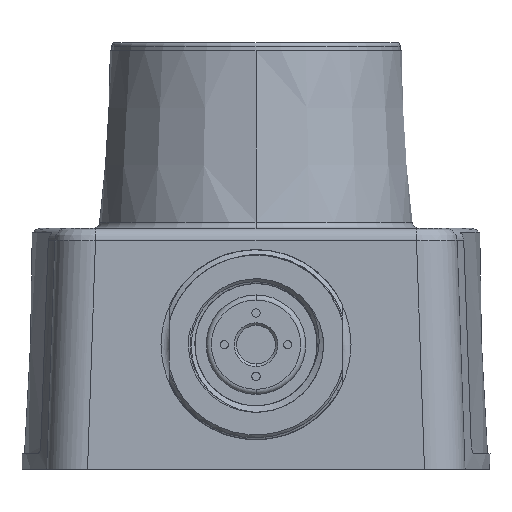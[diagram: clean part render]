
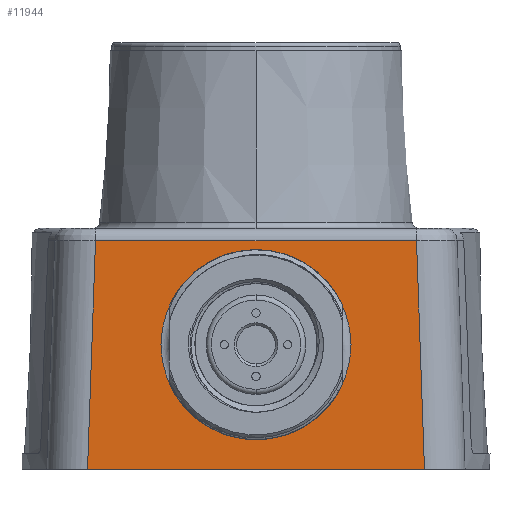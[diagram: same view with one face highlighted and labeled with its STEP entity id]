
A CAD part, front view. The second image highlights one B-rep face of the part: STEP entity #11944.
In plain terms, the highlighted planar face has unit normal (0, -1, 0).
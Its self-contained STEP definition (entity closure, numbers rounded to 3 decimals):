
#14=DIRECTION('',(1.,0.,0.));
#15=VECTOR('',#14,53.192);
#16=CARTESIAN_POINT('',(-26.596,0.,0.));
#17=LINE('',#16,#15);
#499=DIRECTION('',(1.,0.,0.));
#500=VECTOR('',#499,50.671);
#501=CARTESIAN_POINT('',(-25.335,0.,36.1));
#502=LINE('',#501,#500);
#1310=CARTESIAN_POINT('',(26.596,0.,0.));
#1312=DIRECTION('',(-0.035,0.,0.999));
#1313=VECTOR('',#1312,36.122);
#1314=CARTESIAN_POINT('',(26.596,0.,0.));
#1315=LINE('',#1314,#1313);
#1316=CARTESIAN_POINT('',(0.,0.,19.7));
#1317=DIRECTION('',(0.,-1.,0.));
#1318=DIRECTION('',(0.,0.,-1.));
#1319=AXIS2_PLACEMENT_3D('',#1316,#1317,#1318);
#1321=CARTESIAN_POINT('',(0.,0.,19.7));
#1322=DIRECTION('',(0.,-1.,0.));
#1323=DIRECTION('',(0.,0.,1.));
#1324=AXIS2_PLACEMENT_3D('',#1321,#1322,#1323);
#1326=DIRECTION('',(0.035,0.,0.999));
#1327=VECTOR('',#1326,36.122);
#1328=CARTESIAN_POINT('',(-26.596,0.,0.));
#1329=LINE('',#1328,#1327);
#1330=CARTESIAN_POINT('',(-26.596,0.,0.));
#9567=CARTESIAN_POINT('',(-25.335,0.,36.1));
#9568=CARTESIAN_POINT('',(25.335,0.,36.1));
#9569=VERTEX_POINT('',#9567);
#9570=VERTEX_POINT('',#9568);
#9571=VERTEX_POINT('',#1330);
#9572=VERTEX_POINT('',#1310);
#9792=CARTESIAN_POINT('',(0.,0.,4.701));
#9793=CARTESIAN_POINT('',(0.,0.,34.699));
#9794=VERTEX_POINT('',#9792);
#9795=VERTEX_POINT('',#9793);
#11926=CARTESIAN_POINT('',(33.,0.,0.));
#11927=DIRECTION('',(0.,-1.,0.));
#11928=DIRECTION('',(-1.,0.,0.));
#11929=AXIS2_PLACEMENT_3D('',#11926,#11927,#11928);
#11930=PLANE('',#11929);
#11931=ORIENTED_EDGE('',*,*,#10973,.T.);
#11932=ORIENTED_EDGE('',*,*,#11921,.F.);
#11933=ORIENTED_EDGE('',*,*,#10499,.F.);
#11935=ORIENTED_EDGE('',*,*,#11934,.T.);
#11936=EDGE_LOOP('',(#11931,#11932,#11933,#11935));
#11937=FACE_OUTER_BOUND('',#11936,.F.);
#11939=ORIENTED_EDGE('',*,*,#11938,.T.);
#11941=ORIENTED_EDGE('',*,*,#11940,.T.);
#11942=EDGE_LOOP('',(#11939,#11941));
#11943=FACE_BOUND('',#11942,.F.);
#11944=ADVANCED_FACE('',(#11937,#11943),#11930,.T.);
#1320=CIRCLE('',#1319,14.999);
#1325=CIRCLE('',#1324,14.999);
#10499=EDGE_CURVE('',#9571,#9572,#17,.T.);
#10973=EDGE_CURVE('',#9569,#9570,#502,.T.);
#11921=EDGE_CURVE('',#9572,#9570,#1315,.T.);
#11934=EDGE_CURVE('',#9571,#9569,#1329,.T.);
#11938=EDGE_CURVE('',#9794,#9795,#1320,.T.);
#11940=EDGE_CURVE('',#9795,#9794,#1325,.T.);
